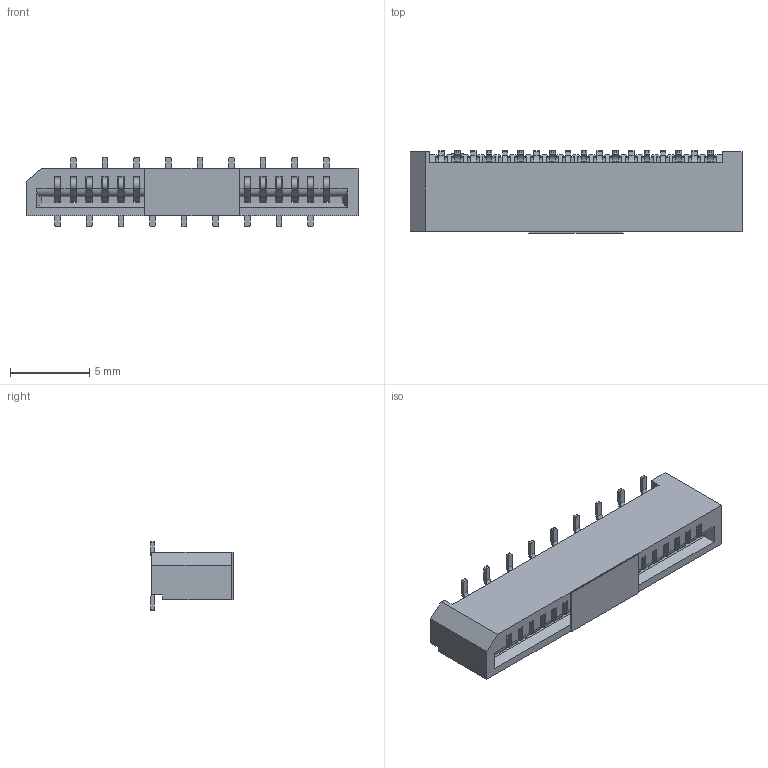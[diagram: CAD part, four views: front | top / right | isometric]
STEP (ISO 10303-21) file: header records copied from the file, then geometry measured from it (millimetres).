
FILE_DESCRIPTION(/* description */ ('Unknown'),/* implementation_level */ '2;1');
FILE_NAME(/* name */ '686118188822',/* time_stamp */ '2019-06-18T17:54:10+02:00',/* author */ ('Unknown'),/* organization */ ('Unknown'),/* preprocessor_version */ 'ST-DEVELOPER v16.7',/* originating_system */ 'DEX',/* authorisation */ $);
FILE_SCHEMA (('AUTOMOTIVE_DESIGN {1 0 10303 214 3 1 1}'));
Length unit declared in the file: millimetre
Products named in the file (5): 6861xx188822; 686118188822; 6861xx188822_Pin1; 6861xx188822_Pin2; 6861xx188822_Mylar2
Assembly tree (20 placements, depth 2):
  6861xx188822
    686118188822
    6861xx188822_Pin1  x9
    6861xx188822_Pin2  x9
    6861xx188822_Mylar2
Bounding box: 21 x 5.2 x 4.4 mm (x, y, z)
Volume: 229.2 mm3; surface area: 951.6 mm2
Topology: 20 solids, 20 shells, 1364 faces, 4037 edges, 2678 vertices
Faces by surface type: plane 1021, cylinder 343
Entity records: 17498 total; most frequent: ORIENTED_EDGE 3146, CARTESIAN_POINT 3140, DIRECTION 2729, EDGE_CURVE 1573, LINE 1459, VECTOR 1459, VERTEX_POINT 1046, AXIS2_PLACEMENT_3D 635
